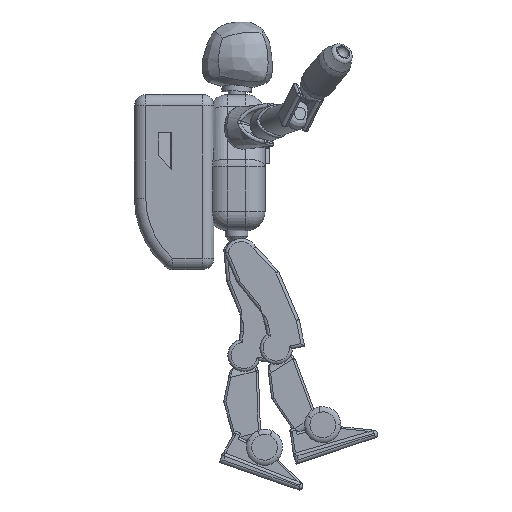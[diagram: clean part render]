
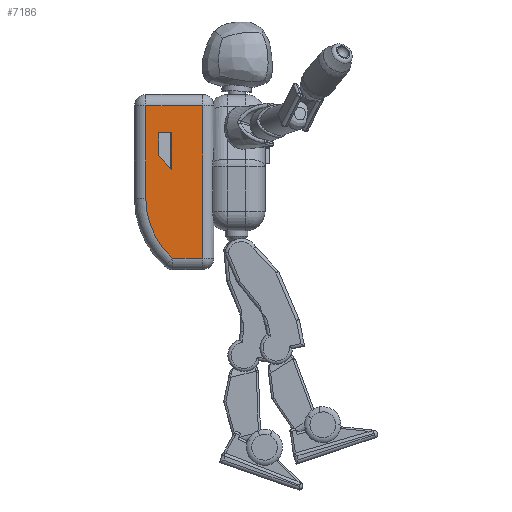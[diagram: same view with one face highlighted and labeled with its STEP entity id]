
A CAD part, left-side view. The second image highlights one B-rep face of the part: STEP entity #7186.
In plain terms, the highlighted planar face has unit normal (-1, 0, 0).
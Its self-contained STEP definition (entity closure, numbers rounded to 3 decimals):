
#698=LINE('',#16776,#1186);
#700=LINE('',#16782,#1188);
#702=LINE('',#16788,#1190);
#704=LINE('',#16791,#1192);
#705=LINE('',#16795,#1193);
#706=LINE('',#16797,#1194);
#707=LINE('',#16799,#1195);
#708=LINE('',#16801,#1196);
#1186=VECTOR('',#9523,13.5);
#1188=VECTOR('',#9529,13.5);
#1190=VECTOR('',#9535,13.5);
#1192=VECTOR('',#9539,13.5);
#1193=VECTOR('',#9542,13.5);
#1194=VECTOR('',#9543,13.5);
#1195=VECTOR('',#9544,13.5);
#1196=VECTOR('',#9545,13.5);
#1639=FACE_BOUND('',#2601,.T.);
#1773=PLANE('',#7887);
#2146=FACE_OUTER_BOUND('',#2600,.T.);
#2600=EDGE_LOOP('',(#6446,#6447,#6448,#6449,#6450));
#2601=EDGE_LOOP('',(#6451,#6452,#6453,#6454));
#2879=CIRCLE('',#7888,96.318);
#3535=VERTEX_POINT('',#16774);
#3536=VERTEX_POINT('',#16775);
#3538=VERTEX_POINT('',#16781);
#3540=VERTEX_POINT('',#16787);
#3541=VERTEX_POINT('',#16793);
#3542=VERTEX_POINT('',#16794);
#3543=VERTEX_POINT('',#16796);
#3544=VERTEX_POINT('',#16798);
#3545=VERTEX_POINT('',#16800);
#4514=EDGE_CURVE('',#3535,#3536,#698,.T.);
#4517=EDGE_CURVE('',#3538,#3535,#700,.T.);
#4520=EDGE_CURVE('',#3540,#3538,#702,.T.);
#4522=EDGE_CURVE('',#3536,#3540,#704,.T.);
#4523=EDGE_CURVE('',#3541,#3542,#705,.T.);
#4524=EDGE_CURVE('',#3543,#3541,#706,.T.);
#4525=EDGE_CURVE('',#3544,#3543,#707,.T.);
#4526=EDGE_CURVE('',#3545,#3544,#708,.T.);
#4527=EDGE_CURVE('',#3542,#3545,#2879,.T.);
#6446=ORIENTED_EDGE('',*,*,#4523,.F.);
#6447=ORIENTED_EDGE('',*,*,#4524,.F.);
#6448=ORIENTED_EDGE('',*,*,#4525,.F.);
#6449=ORIENTED_EDGE('',*,*,#4526,.F.);
#6450=ORIENTED_EDGE('',*,*,#4527,.F.);
#6451=ORIENTED_EDGE('',*,*,#4514,.F.);
#6452=ORIENTED_EDGE('',*,*,#4517,.F.);
#6453=ORIENTED_EDGE('',*,*,#4520,.F.);
#6454=ORIENTED_EDGE('',*,*,#4522,.F.);
#7186=ADVANCED_FACE('',(#2146,#1639),#1773,.T.);
#7887=AXIS2_PLACEMENT_3D('',#16792,#9540,#9541);
#7888=AXIS2_PLACEMENT_3D('',#16802,#9546,#9547);
#9523=DIRECTION('',(0.,1.,0.));
#9529=DIRECTION('',(0.,0.,1.));
#9535=DIRECTION('',(0.,-0.689,-0.725));
#9539=DIRECTION('',(0.,0.,-1.));
#9540=DIRECTION('center_axis',(-1.,0.,0.));
#9541=DIRECTION('ref_axis',(0.,0.,-1.));
#9542=DIRECTION('',(0.,1.,0.));
#9543=DIRECTION('',(0.,0.,-1.));
#9544=DIRECTION('',(0.,-1.,0.));
#9545=DIRECTION('',(0.,0.,1.));
#9546=DIRECTION('center_axis',(1.,0.,0.));
#9547=DIRECTION('ref_axis',(0.,0.903,-0.429));
#16774=CARTESIAN_POINT('',(-83.908,104.892,14.557));
#16775=CARTESIAN_POINT('',(-83.908,120.285,14.557));
#16776=CARTESIAN_POINT('',(-83.908,83.221,14.557));
#16781=CARTESIAN_POINT('',(-83.908,104.892,-28.924));
#16782=CARTESIAN_POINT('',(-83.908,104.892,-7.184));
#16787=CARTESIAN_POINT('',(-83.908,120.285,-12.721));
#16788=CARTESIAN_POINT('',(-83.908,112.588,-20.823));
#16791=CARTESIAN_POINT('',(-83.908,120.285,26.408));
#16792=CARTESIAN_POINT('Origin',(-83.908,61.55,60.));
#16793=CARTESIAN_POINT('',(-83.908,68.3,-134.753));
#16794=CARTESIAN_POINT('',(-83.908,103.926,-134.753));
#16795=CARTESIAN_POINT('',(-83.908,61.55,-134.753));
#16796=CARTESIAN_POINT('',(-83.908,68.3,46.502));
#16797=CARTESIAN_POINT('',(-83.908,68.3,7.943));
#16798=CARTESIAN_POINT('',(-83.908,135.8,46.502));
#16799=CARTESIAN_POINT('',(-83.908,61.55,46.502));
#16800=CARTESIAN_POINT('',(-83.908,135.8,-63.171));
#16801=CARTESIAN_POINT('',(-83.908,135.8,19.5));
#16802=CARTESIAN_POINT('Origin',(-83.908,39.482,-63.171));
